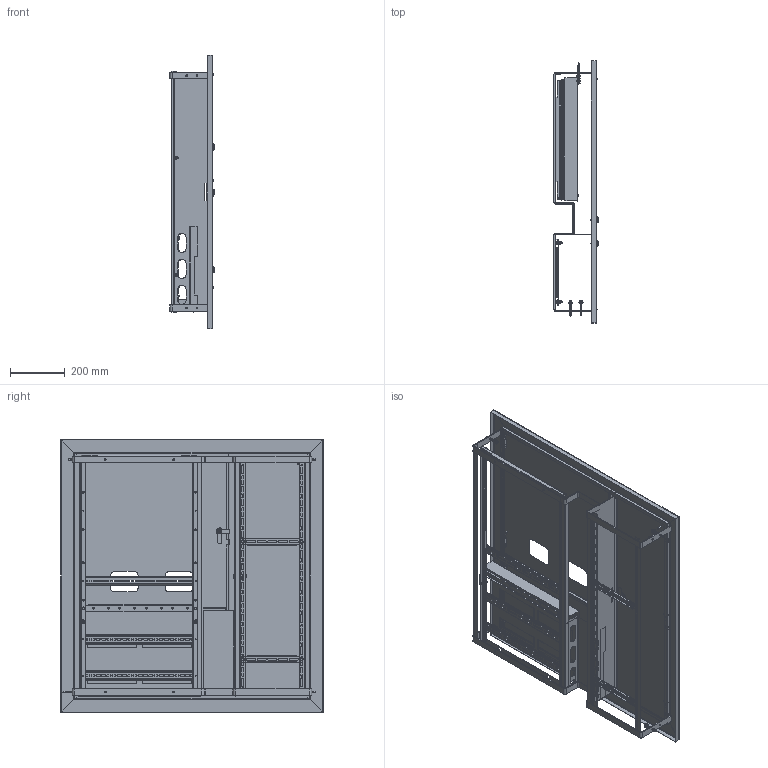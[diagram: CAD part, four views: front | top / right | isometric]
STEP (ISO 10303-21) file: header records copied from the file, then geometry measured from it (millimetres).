
FILE_DESCRIPTION (( 'STEP AP203' ), '1' );
FILE_NAME ('mb02-v-2-bas ÙÝ2 êâ. óñèëåííûé.STEP', '2021-11-26T07:48:03', ( '' ), ( '' ), 'SwSTEP 2.0', 'SolidWorks 2021', '' );
FILE_SCHEMA (( 'CONFIG_CONTROL_DESIGN' ));
Length unit declared in the file: millimetre
Products named in the file (53): ÙÝÓ4.00.00.002 Ðåéêà ïåðôîðèðîâàííàÿ_00; ÙÝÓ2.03.00.000 Äâåðü ó÷åòíîãî îòñåêà_00; Ãàéêà; hex flange bolt_din_DIN 6921 - M6 x 12 x 12-N; ﾙﾝﾓ4.01.00.002 ﾏⅰ褞褶竟濱00; Âèíò 4 ÃÎÑÒ 10621-80_4å12; ﾙﾝﾓ4.05.00.003 ﾊ煇鳫_00; ÙÝÓ4.01.00.008 Óãîëîê_00; ﾘ琺矜 01.019 ﾃﾎﾑﾒ11371-78_6; ﾙﾝﾓ4.04.01.000 ﾄ粢_00; ÙÝÓ4.01.00.001 Ñòîéêà âåðòèêàëüíàÿ_00; ����� ��������_������ 45��; ﾙﾝﾓ4.05.00.001 ﾑ鳰濱01; mb02-v-2-bas ÙÝ2 êâ. óñèëåííûé; ﾙﾝﾓ4.01.00.007 ﾊ鮻_00; ÙÝÓ4.01.00.000 Êàðêàñ_00; ﾙﾝﾓ4.05.00.001 ﾑ鳰濱00; ÙÝÓ4.01.00.003 Ïåðåãîðîäêà_00; ﾙﾝﾓ4.04.00.001 ﾄ粢_00; Ïðîêëàäêà ìåòàëëè÷åñêàÿ; 剒蜲錪 45擤; ÙÝÓ4.00.00.001 Ôàëüøïàíåëü_00; Øïèëüêà 6õ20; ﾙﾝﾓ2.00.00.000 ﾙ頸 跫隆_00; 剒蜲錪 52擤; Øïëèíò ÃÎÑÒ 397-79_2å16.016; Øïëèíò ÃÎÑÒ 397-79_10å45.006; ÙÝÓ4.01.00.001 Ñòîéêà âåðòèêàëüíàÿ_01; ÙÝÓ4.01.00.005 Ïðîôèëü_00; Ïðîêëàäêà; ÙÝÓ4.02.00.002 Ñêîáà_00; Áîëò Ì6 ÃÎÑÒ 7798-70_Œ6å16; Âíóòðåííåå òåëî çàìêà; ÙÝÓ4.05.00.000 Ðàìà ìîíòàæíàÿ_00; ﾙﾝﾓ4.02.00.001 ﾄ粢_00; ﾙﾝﾓ4.01.00.004 ﾊ煇鳫_00; ﾙﾝﾓ4.05.00.002 ﾏⅰ褞褶竟濱00; Ñàìîðåç êðîâåëüíûé 6,3õ50 DIN 7504_00; ﾙﾝﾓ2.03.01.000 ﾄ粢_00; ﾙﾝﾓ2.03.00.001 ﾄ粢_00 ...
Assembly tree (129 placements, depth 5):
  mb02-v-2-bas ÙÝ2 êâ. óñèëåííûé
    ﾙﾝﾓ2.00.00.000 ﾙ頸 跫隆_00
      ÙÝÓ4.01.00.000 Êàðêàñ_00
        ÙÝÓ4.01.00.001 Ñòîéêà âåðòèêàëüíàÿ_01
        ÙÝÓ4.01.00.001 Ñòîéêà âåðòèêàëüíàÿ_00
        ﾙﾝﾓ4.01.00.002 ﾏⅰ褞褶竟濱00  x2
        ﾙﾝﾓ4.01.00.004 ﾊ煇鳫_00  x2
        ÙÝÓ4.01.00.003 Ïåðåãîðîäêà_00
        ÙÝÓ4.01.00.005 Ïðîôèëü_00  x2
        ÙÝÓ4.01.00.006 Ïåòëÿ_00  x7
        Øïèëüêà 6õ20  x5
        ﾙﾝﾓ4.01.00.007 ﾊ鮻_00
        ÙÝÓ4.01.00.008 Óãîëîê_00  x2
      ÙÝÓ4.02.00.000 Äâåðü ðàñïðåäåëèòåëüíîãî îòñåêà._00
        ﾙﾝﾓ4.02.01.000 ﾄ粢_00
          ﾙﾝﾓ4.02.00.001 ﾄ粢_00
          ÙÝÓ4.02.00.002 Ñêîáà_00  x2
        ����� ��������_������ 45��
          Òåëî çàìêà
          Ïðîêëàäêà ìåòàëëè÷åñêàÿ
          剒蜲錪 45擤
          Washer 6402_3_gost_丐ｩ｡ 2 6 ヮ葬 6402-70
          Ïðîêëàäêà
          pan head cross recess screw_din_ISO 7045 - M4 x 6 - Z --- 6N
          Ïðîêëàäêà ìåòàëëè÷åñêàÿ 2
          Ãàéêà
          Âíóòðåííåå òåëî çàìêà
          剒蜲錪 52擤
      ÙÝÓ4.04.00.000 Äâåðü ñëàáîòî÷íîãî îòñåêà_00
        ﾙﾝﾓ4.04.01.000 ﾄ粢_00
          ﾙﾝﾓ4.04.00.001 ﾄ粢_00
          ÙÝÓ4.02.00.002 Ñêîáà_00  x3
          Øïèëüêà 6õ20
        ����� ��������_������ 45��
          Òåëî çàìêà
          Ïðîêëàäêà ìåòàëëè÷åñêàÿ
          剒蜲錪 45擤
          Washer 6402_3_gost_丐ｩ｡ 2 6 ヮ葬 6402-70
          Ïðîêëàäêà
          pan head cross recess screw_din_ISO 7045 - M4 x 6 - Z --- 6N
          Ïðîêëàäêà ìåòàëëè÷åñêàÿ 2
          Ãàéêà
          Âíóòðåííåå òåëî çàìêà
          剒蜲錪 52擤
      ÙÝÓ2.03.00.000 Äâåðü ó÷åòíîãî îòñåêà_00
        ﾙﾝﾓ2.03.01.000 ﾄ粢_00
          ﾙﾝﾓ2.03.00.001 ﾄ粢_00
          ÙÝÓ4.02.00.002 Ñêîáà_00  x2
        ����� ��������_������ 45��
          Òåëî çàìêà
          Ïðîêëàäêà ìåòàëëè÷åñêàÿ
          剒蜲錪 45擤
          Washer 6402_3_gost_丐ｩ｡ 2 6 ヮ葬 6402-70
          Ïðîêëàäêà
          pan head cross recess screw_din_ISO 7045 - M4 x 6 - Z --- 6N
          Ïðîêëàäêà ìåòàëëè÷åñêàÿ 2
          Ãàéêà
          Âíóòðåííåå òåëî çàìêà
          剒蜲錪 52擤
      ÙÝÓ4.00.00.001 Ôàëüøïàíåëü_00
Bounding box: 161.7 x 960 x 1000 mm (x, y, z)
Volume: 2278923 mm3; surface area: 4012835.4 mm2
Topology: 137 solids, 137 shells, 4349 faces, 10690 edges, 6610 vertices
Faces by surface type: plane 2303, cylinder 1487, cone 320, bspline 109, torus 82, sphere 48
Entity records: 66133 total; most frequent: CARTESIAN_POINT 15708, DIRECTION 9013, ORIENTED_EDGE 8736, EDGE_CURVE 4368, AXIS2_PLACEMENT_3D 3110, LINE 2793, VECTOR 2793, VERTEX_POINT 2681
